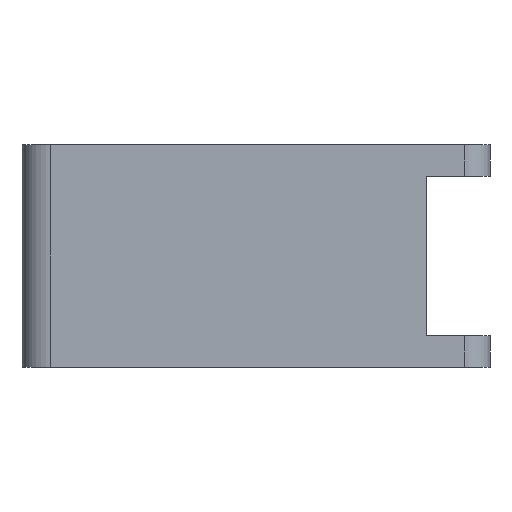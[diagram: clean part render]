
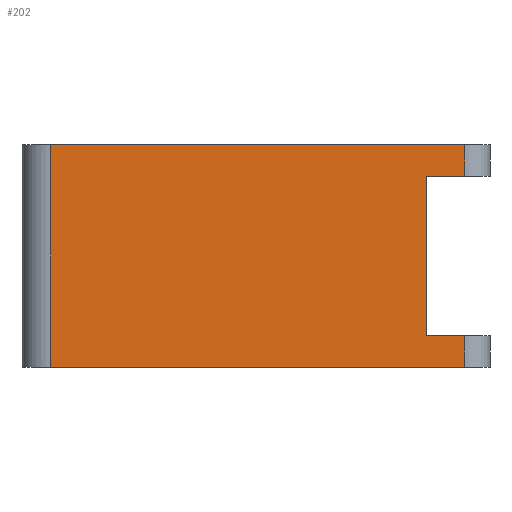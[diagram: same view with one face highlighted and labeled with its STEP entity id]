
A CAD part, front view. The second image highlights one B-rep face of the part: STEP entity #202.
In plain terms, the highlighted planar face has unit normal (0.015, -1, 0).
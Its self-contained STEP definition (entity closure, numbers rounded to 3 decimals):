
#5 = VECTOR ( 'NONE', #161, 1000. ) ;
#24 = CARTESIAN_POINT ( 'NONE',  ( 0., -9., 10. ) ) ;
#30 = LINE ( 'NONE', #146, #317 ) ;
#38 = VECTOR ( 'NONE', #75, 1000. ) ;
#52 = VECTOR ( 'NONE', #353, 1000. ) ;
#66 = CARTESIAN_POINT ( 'NONE',  ( 129.996, -7., 0. ) ) ;
#67 = LINE ( 'NONE', #66, #52 ) ;
#75 = DIRECTION ( 'NONE',  ( -1., -0.015, 0. ) ) ;
#78 = CARTESIAN_POINT ( 'NONE',  ( 0., -9., 0. ) ) ;
#94 = DIRECTION ( 'NONE',  ( 0., 0., 1. ) ) ;
#102 = CARTESIAN_POINT ( 'NONE',  ( 129.996, -7., 0. ) ) ;
#116 = VECTOR ( 'NONE', #94, 1000. ) ;
#133 = LINE ( 'NONE', #548, #116 ) ;
#142 = VERTEX_POINT ( 'NONE', #306 ) ;
#146 = CARTESIAN_POINT ( 'NONE',  ( 0., -9., 60. ) ) ;
#150 = DIRECTION ( 'NONE',  ( 0., 0., 1. ) ) ;
#156 = EDGE_CURVE ( 'NONE', #544, #142, #189, .T. ) ;
#161 = DIRECTION ( 'NONE',  ( -1., -0.015, 0. ) ) ;
#166 = CARTESIAN_POINT ( 'NONE',  ( 0., -9., 70. ) ) ;
#181 = CARTESIAN_POINT ( 'NONE',  ( 117.996, -7.185, 0. ) ) ;
#189 = LINE ( 'NONE', #181, #620 ) ;
#190 = DIRECTION ( 'NONE',  ( 1., 0.015, 0. ) ) ;
#192 = AXIS2_PLACEMENT_3D ( 'NONE', #78, #416, #326 ) ;
#194 = EDGE_LOOP ( 'NONE', ( #557, #214, #307, #289, #195, #520, #475, #338 ) ) ;
#195 = ORIENTED_EDGE ( 'NONE', *, *, #552, .T. ) ;
#198 = LINE ( 'NONE', #363, #38 ) ;
#202 = ADVANCED_FACE ( 'NONE', ( #571 ), #589, .F. ) ;
#209 = CARTESIAN_POINT ( 'NONE',  ( 0., -9., 0. ) ) ;
#214 = ORIENTED_EDGE ( 'NONE', *, *, #156, .T. ) ;
#237 = EDGE_CURVE ( 'NONE', #401, #436, #560, .T. ) ;
#246 = CARTESIAN_POINT ( 'NONE',  ( 129.996, -7., 0. ) ) ;
#256 = VECTOR ( 'NONE', #340, 1000. ) ;
#258 = CARTESIAN_POINT ( 'NONE',  ( 117.996, -7.185, 10. ) ) ;
#261 = EDGE_CURVE ( 'NONE', #142, #500, #30, .T. ) ;
#289 = ORIENTED_EDGE ( 'NONE', *, *, #508, .T. ) ;
#293 = CARTESIAN_POINT ( 'NONE',  ( 129.996, -7., 70. ) ) ;
#306 = CARTESIAN_POINT ( 'NONE',  ( 117.996, -7.185, 60. ) ) ;
#307 = ORIENTED_EDGE ( 'NONE', *, *, #261, .T. ) ;
#317 = VECTOR ( 'NONE', #190, 1000. ) ;
#326 = DIRECTION ( 'NONE',  ( 1., 0.015, 0. ) ) ;
#338 = ORIENTED_EDGE ( 'NONE', *, *, #503, .T. ) ;
#339 = EDGE_CURVE ( 'NONE', #544, #606, #625, .T. ) ;
#340 = DIRECTION ( 'NONE',  ( 1., 0.015, 0. ) ) ;
#343 = EDGE_CURVE ( 'NONE', #436, #573, #133, .T. ) ;
#353 = DIRECTION ( 'NONE',  ( 0., 0., 1. ) ) ;
#358 = CARTESIAN_POINT ( 'NONE',  ( 129.996, -7., 10. ) ) ;
#363 = CARTESIAN_POINT ( 'NONE',  ( 0., -9., 70. ) ) ;
#401 = VERTEX_POINT ( 'NONE', #102 ) ;
#416 = DIRECTION ( 'NONE',  ( -0.015, 1., 0. ) ) ;
#436 = VERTEX_POINT ( 'NONE', #209 ) ;
#444 = VERTEX_POINT ( 'NONE', #293 ) ;
#447 = CARTESIAN_POINT ( 'NONE',  ( 0., -9., 0. ) ) ;
#475 = ORIENTED_EDGE ( 'NONE', *, *, #237, .F. ) ;
#479 = VECTOR ( 'NONE', #150, 1000. ) ;
#487 = CARTESIAN_POINT ( 'NONE',  ( 129.996, -7., 60. ) ) ;
#500 = VERTEX_POINT ( 'NONE', #487 ) ;
#503 = EDGE_CURVE ( 'NONE', #401, #606, #632, .T. ) ;
#508 = EDGE_CURVE ( 'NONE', #500, #444, #67, .T. ) ;
#520 = ORIENTED_EDGE ( 'NONE', *, *, #343, .F. ) ;
#524 = DIRECTION ( 'NONE',  ( 0., 0., 1. ) ) ;
#544 = VERTEX_POINT ( 'NONE', #258 ) ;
#548 = CARTESIAN_POINT ( 'NONE',  ( 0., -9., 0. ) ) ;
#552 = EDGE_CURVE ( 'NONE', #444, #573, #198, .T. ) ;
#557 = ORIENTED_EDGE ( 'NONE', *, *, #339, .F. ) ;
#560 = LINE ( 'NONE', #447, #5 ) ;
#571 = FACE_OUTER_BOUND ( 'NONE', #194, .T. ) ;
#573 = VERTEX_POINT ( 'NONE', #166 ) ;
#589 = PLANE ( 'NONE',  #192 ) ;
#606 = VERTEX_POINT ( 'NONE', #358 ) ;
#620 = VECTOR ( 'NONE', #524, 1000. ) ;
#625 = LINE ( 'NONE', #24, #256 ) ;
#632 = LINE ( 'NONE', #246, #479 ) ;
